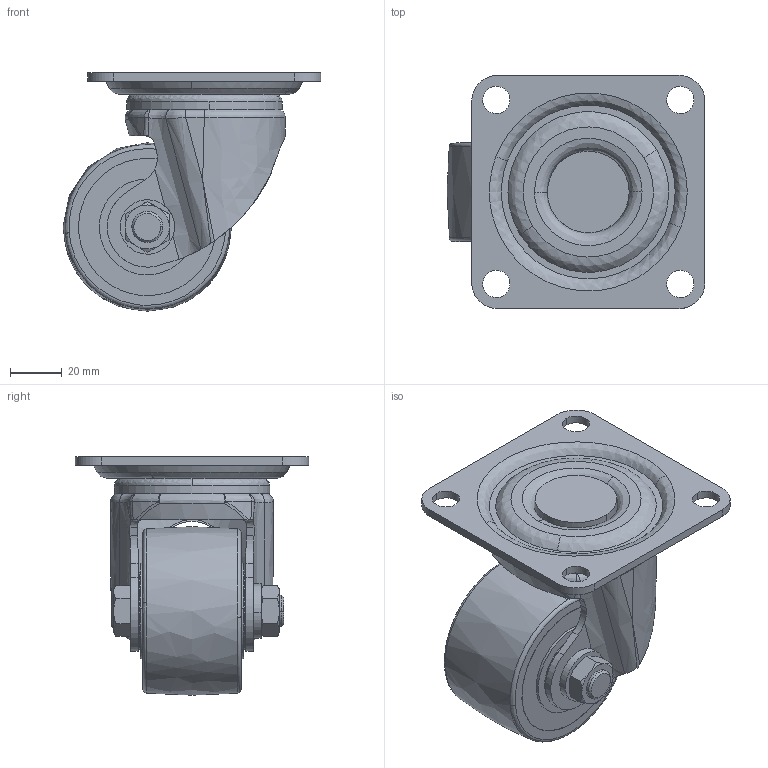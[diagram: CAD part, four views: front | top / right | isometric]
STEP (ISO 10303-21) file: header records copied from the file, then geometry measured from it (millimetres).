
FILE_DESCRIPTION((''),'2;1');
FILE_NAME('','2009-03-19T14:10:35',(''),(''),'','CADfix','');
FILE_SCHEMA(('AUTOMOTIVE_DESIGN { 1 0 10303 214 1 1 1 1 }'));
Length unit declared in the file: millimetre
Bounding box: 99.5 x 90 x 92 mm (x, y, z)
Volume: 226490.2 mm3; surface area: 62195.2 mm2
Topology: 5 solids, 5 shells, 253 faces, 729 edges, 501 vertices
Faces by surface type: bspline 253
Entity records: 12758 total; most frequent: CARTESIAN_POINT 8773, ORIENTED_EDGE 1442, EDGE_CURVE 721, VERTEX_POINT 498, EDGE_LOOP 285, FACE_OUTER_BOUND 250, ADVANCED_FACE 250, QUASI_UNIFORM_CURVE 173
